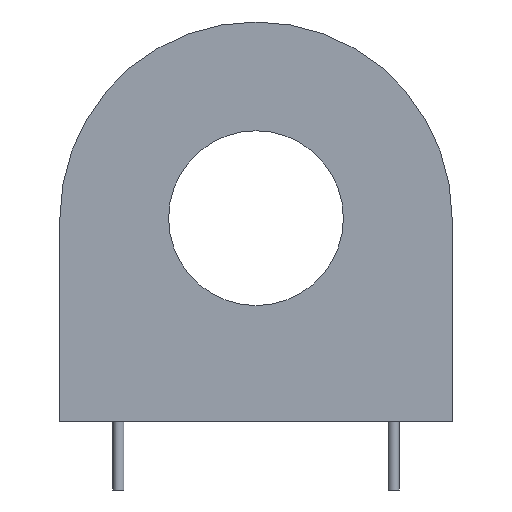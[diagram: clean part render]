
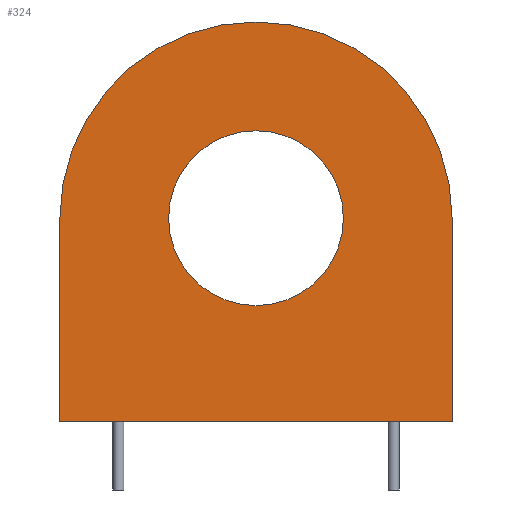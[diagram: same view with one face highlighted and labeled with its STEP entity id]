
A CAD part, front view. The second image highlights one B-rep face of the part: STEP entity #324.
In plain terms, the highlighted planar face has unit normal (0, -1, 0).
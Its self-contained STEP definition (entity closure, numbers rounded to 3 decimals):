
#71=DIRECTION('',(-1.,0.,0.));
#72=VECTOR('',#71,28.5);
#73=CARTESIAN_POINT('',(14.25,-12.3,0.));
#74=LINE('',#73,#72);
#75=DIRECTION('',(0.,0.,1.));
#76=VECTOR('',#75,14.75);
#77=CARTESIAN_POINT('',(-14.25,-12.3,0.));
#78=LINE('',#77,#76);
#79=CARTESIAN_POINT('',(0.,-12.3,14.75));
#80=DIRECTION('',(0.,1.,0.));
#81=DIRECTION('',(-1.,0.,0.));
#82=AXIS2_PLACEMENT_3D('',#79,#80,#81);
#84=DIRECTION('',(0.,0.,-1.));
#85=VECTOR('',#84,14.75);
#86=CARTESIAN_POINT('',(14.25,-12.3,14.75));
#87=LINE('',#86,#85);
#88=CARTESIAN_POINT('',(0.,-12.3,14.75));
#89=DIRECTION('',(0.,-1.,0.));
#90=DIRECTION('',(-1.,0.,0.));
#91=AXIS2_PLACEMENT_3D('',#88,#89,#90);
#93=CARTESIAN_POINT('',(0.,-12.3,14.75));
#94=DIRECTION('',(0.,-1.,0.));
#95=DIRECTION('',(1.,0.,0.));
#96=AXIS2_PLACEMENT_3D('',#93,#94,#95);
#154=CARTESIAN_POINT('',(6.35,-12.3,14.75));
#155=VERTEX_POINT('',#154);
#156=CARTESIAN_POINT('',(-6.35,-12.3,14.75));
#157=VERTEX_POINT('',#156);
#158=CARTESIAN_POINT('',(14.25,-12.3,0.));
#159=CARTESIAN_POINT('',(-14.25,-12.3,0.));
#160=VERTEX_POINT('',#158);
#161=VERTEX_POINT('',#159);
#162=CARTESIAN_POINT('',(-14.25,-12.3,14.75));
#163=VERTEX_POINT('',#162);
#164=CARTESIAN_POINT('',(14.25,-12.3,14.75));
#165=VERTEX_POINT('',#164);
#307=CARTESIAN_POINT('',(-14.25,-12.3,0.));
#308=DIRECTION('',(0.,-1.,0.));
#309=DIRECTION('',(1.,0.,0.));
#310=AXIS2_PLACEMENT_3D('',#307,#308,#309);
#311=PLANE('',#310);
#312=ORIENTED_EDGE('',*,*,#219,.T.);
#313=ORIENTED_EDGE('',*,*,#253,.T.);
#314=ORIENTED_EDGE('',*,*,#274,.T.);
#315=ORIENTED_EDGE('',*,*,#294,.T.);
#316=EDGE_LOOP('',(#312,#313,#314,#315));
#317=FACE_OUTER_BOUND('',#316,.F.);
#319=ORIENTED_EDGE('',*,*,#318,.T.);
#321=ORIENTED_EDGE('',*,*,#320,.T.);
#322=EDGE_LOOP('',(#319,#321));
#323=FACE_BOUND('',#322,.F.);
#83=CIRCLE('',#82,14.25);
#92=CIRCLE('',#91,6.35);
#97=CIRCLE('',#96,6.35);
#219=EDGE_CURVE('',#160,#161,#74,.T.);
#253=EDGE_CURVE('',#161,#163,#78,.T.);
#274=EDGE_CURVE('',#163,#165,#83,.T.);
#294=EDGE_CURVE('',#165,#160,#87,.T.);
#318=EDGE_CURVE('',#157,#155,#92,.T.);
#320=EDGE_CURVE('',#155,#157,#97,.T.);
#324=ADVANCED_FACE('',(#317,#323),#311,.T.);
